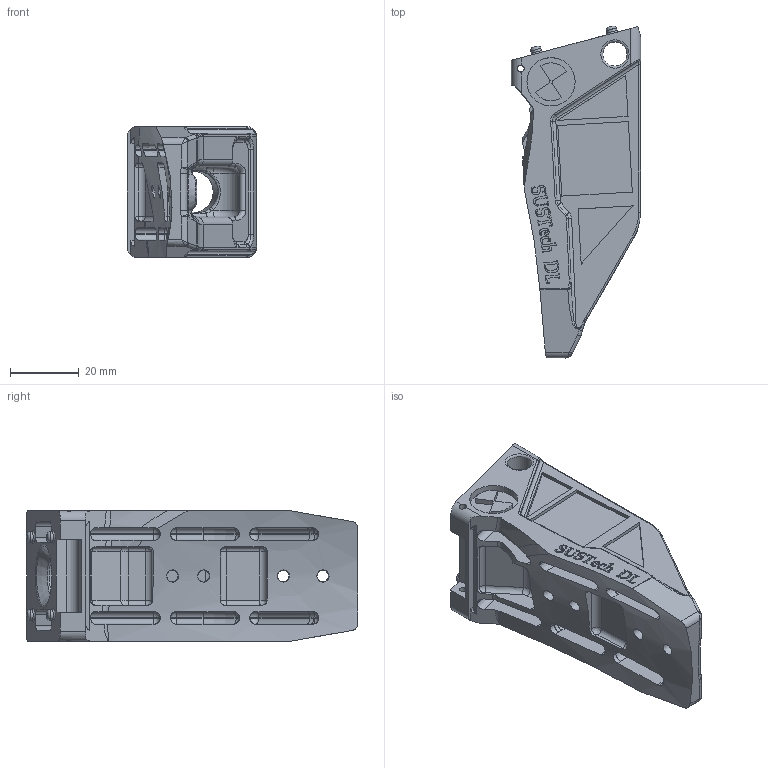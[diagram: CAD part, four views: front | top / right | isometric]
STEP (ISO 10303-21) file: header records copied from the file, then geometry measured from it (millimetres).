
FILE_DESCRIPTION(/* description */ (''),/* implementation_level */ '2;1');
FILE_NAME(/* name */ 'Mark_L.step',/* time_stamp */ '2022-06-22T22:41:13+08:00',/* author */ (''),/* organization */ (''),/* preprocessor_version */ 'ST-DEVELOPER v19',/* originating_system */ 'Autodesk Translation Framework v11.7.0.108',/* authorisation */ '');
FILE_SCHEMA (('AUTOMOTIVE_DESIGN { 1 0 10303 214 3 1 1 }'));
Products named in the file (1): Mark_L
Bounding box: 37.48 x 96.3 x 38 mm (x, y, z)
Volume: 43332.1 mm3; surface area: 26617.1 mm2
Topology: 1 solids, 1 shells, 1077 faces, 2790 edges, 1708 vertices
Faces by surface type: bspline 408, plane 346, cylinder 219, torus 77, sphere 22, cone 5
Full cylindrical faces by diameter (mm): 2 x2, 3 x4, 3.5 x4, 7 x1, 12 x1, 14 x2
Entity records: 46601 total; most frequent: CARTESIAN_POINT 22874, ORIENTED_EDGE 5496, DIRECTION 4056, EDGE_CURVE 2748, VERTEX_POINT 1708, AXIS2_PLACEMENT_3D 1370, LINE 1316, VECTOR 1316
